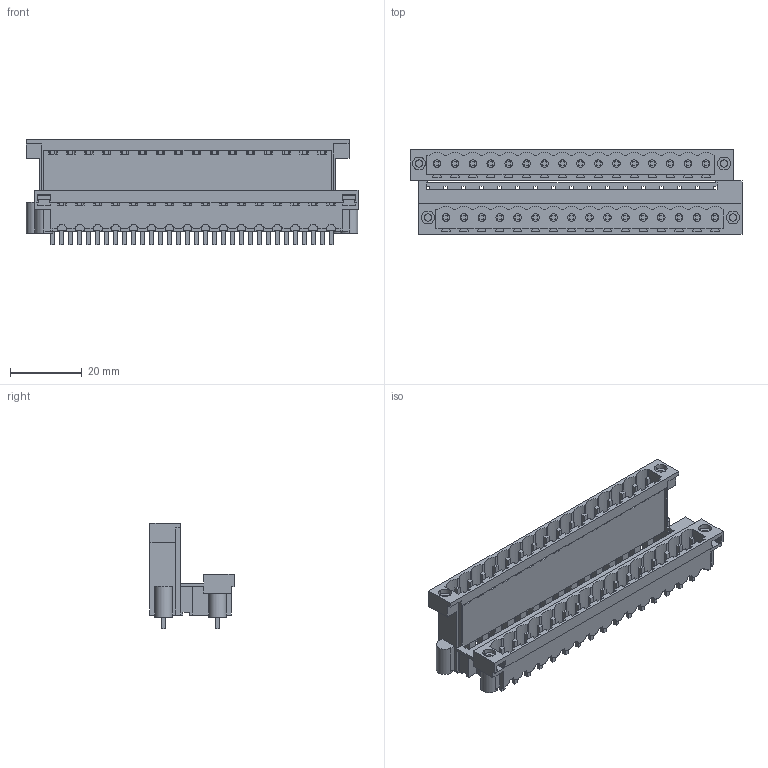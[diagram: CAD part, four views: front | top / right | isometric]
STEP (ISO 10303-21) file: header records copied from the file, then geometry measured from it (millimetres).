
FILE_DESCRIPTION(('CATIA V5 STEP Exchange','CAx-IF Rec.Pracs.--- Model Styling and Organization---1.2---2011-12-15'),'2;1');
FILE_NAME ('D1458334_0_1881400000_1881400000.stp','2018-03-30T11:57:13+00:00',('none'),('Weidmueller'),'CATIA Version 5-6 Release 2014','CATIA V5 STEP AP214','none');
FILE_SCHEMA(('AUTOMOTIVE_DESIGN { 1 0 10303 214 1 1 1 1 }'));
Length unit declared in the file: millimetre
Products named in the file (1): 1881400000
Bounding box: 92.5 x 23.43 x 29.36 mm (x, y, z)
Volume: 14716.6 mm3; surface area: 23557.8 mm2
Topology: 37 solids, 37 shells, 1309 faces, 4021 edges, 2743 vertices
Faces by surface type: plane 1162, cylinder 147
Entity records: 44185 total; most frequent: CARTESIAN_POINT 8080, ORIENTED_EDGE 8042, DIRECTION 5924, EDGE_CURVE 4021, VECTOR 3633, LINE 3633, VERTEX_POINT 2743, EDGE_LOOP 1446
